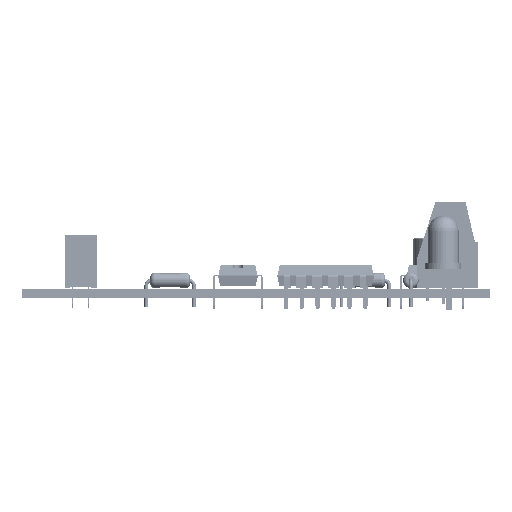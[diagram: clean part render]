
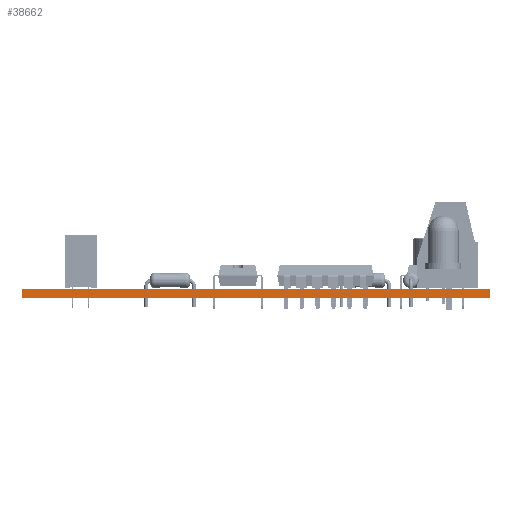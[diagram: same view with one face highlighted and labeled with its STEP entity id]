
A CAD part, left-side view. The second image highlights one B-rep face of the part: STEP entity #38662.
In plain terms, the highlighted planar face has unit normal (-1, 0, 0).
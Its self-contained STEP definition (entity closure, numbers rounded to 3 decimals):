
#38606 = VERTEX_POINT('',#38607);
#38607 = CARTESIAN_POINT('',(84.94,-110.64,1.51));
#38613 = EDGE_CURVE('',#38614,#38606,#38616,.T.);
#38614 = VERTEX_POINT('',#38615);
#38615 = CARTESIAN_POINT('',(84.94,-110.64,0.));
#38616 = LINE('',#38617,#38618);
#38617 = CARTESIAN_POINT('',(84.94,-110.64,0.));
#38618 = VECTOR('',#38619,1.);
#38619 = DIRECTION('',(0.,0.,1.));
#38662 = ADVANCED_FACE('',(#38663),#38688,.T.);
#38663 = FACE_BOUND('',#38664,.T.);
#38664 = EDGE_LOOP('',(#38665,#38666,#38674,#38682));
#38665 = ORIENTED_EDGE('',*,*,#38613,.T.);
#38666 = ORIENTED_EDGE('',*,*,#38667,.T.);
#38667 = EDGE_CURVE('',#38606,#38668,#38670,.T.);
#38668 = VERTEX_POINT('',#38669);
#38669 = CARTESIAN_POINT('',(84.94,-35.74,1.51));
#38670 = LINE('',#38671,#38672);
#38671 = CARTESIAN_POINT('',(84.94,-110.64,1.51));
#38672 = VECTOR('',#38673,1.);
#38673 = DIRECTION('',(0.,1.,0.));
#38674 = ORIENTED_EDGE('',*,*,#38675,.F.);
#38675 = EDGE_CURVE('',#38676,#38668,#38678,.T.);
#38676 = VERTEX_POINT('',#38677);
#38677 = CARTESIAN_POINT('',(84.94,-35.74,0.));
#38678 = LINE('',#38679,#38680);
#38679 = CARTESIAN_POINT('',(84.94,-35.74,0.));
#38680 = VECTOR('',#38681,1.);
#38681 = DIRECTION('',(0.,0.,1.));
#38682 = ORIENTED_EDGE('',*,*,#38683,.F.);
#38683 = EDGE_CURVE('',#38614,#38676,#38684,.T.);
#38684 = LINE('',#38685,#38686);
#38685 = CARTESIAN_POINT('',(84.94,-110.64,0.));
#38686 = VECTOR('',#38687,1.);
#38687 = DIRECTION('',(0.,1.,0.));
#38688 = PLANE('',#38689);
#38689 = AXIS2_PLACEMENT_3D('',#38690,#38691,#38692);
#38690 = CARTESIAN_POINT('',(84.94,-110.64,0.));
#38691 = DIRECTION('',(-1.,0.,0.));
#38692 = DIRECTION('',(0.,1.,0.));
